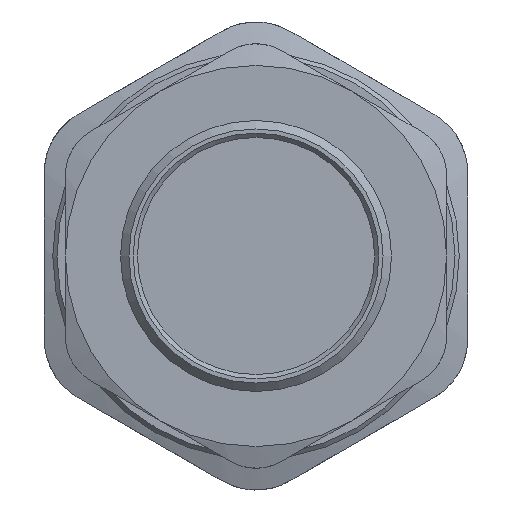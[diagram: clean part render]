
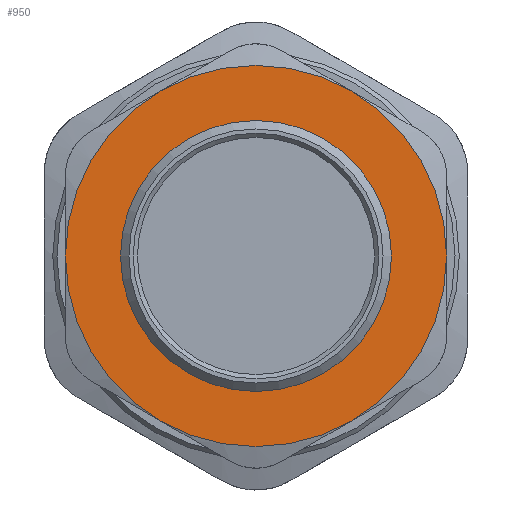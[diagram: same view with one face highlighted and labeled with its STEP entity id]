
A CAD part, front view. The second image highlights one B-rep face of the part: STEP entity #950.
In plain terms, the highlighted planar face has unit normal (0, -1, 0).
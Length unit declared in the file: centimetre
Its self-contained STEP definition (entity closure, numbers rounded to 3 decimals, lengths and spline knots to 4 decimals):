
#191=FACE_BOUND('',#363,.T.);
#302=FACE_OUTER_BOUND('',#362,.T.);
#362=EDGE_LOOP('',(#869,#870,#871,#872,#873,#874));
#363=EDGE_LOOP('',(#875));
#387=CIRCLE('',#1035,2.25);
#388=CIRCLE('',#1038,2.25);
#389=CIRCLE('',#1040,2.25);
#390=CIRCLE('',#1042,2.25);
#391=CIRCLE('',#1044,2.25);
#392=CIRCLE('',#1046,2.25);
#396=CIRCLE('',#1055,1.525);
#447=VERTEX_POINT('',#1612);
#455=VERTEX_POINT('',#1662);
#461=VERTEX_POINT('',#1706);
#467=VERTEX_POINT('',#1750);
#473=VERTEX_POINT('',#1794);
#476=VERTEX_POINT('',#1826);
#479=VERTEX_POINT('',#1860);
#596=EDGE_CURVE('',#447,#476,#387,.T.);
#600=EDGE_CURVE('',#467,#461,#388,.T.);
#601=EDGE_CURVE('',#473,#467,#389,.T.);
#602=EDGE_CURVE('',#476,#473,#390,.T.);
#603=EDGE_CURVE('',#455,#447,#391,.T.);
#604=EDGE_CURVE('',#461,#455,#392,.T.);
#610=EDGE_CURVE('',#479,#479,#396,.T.);
#869=ORIENTED_EDGE('',*,*,#604,.F.);
#870=ORIENTED_EDGE('',*,*,#600,.F.);
#871=ORIENTED_EDGE('',*,*,#601,.F.);
#872=ORIENTED_EDGE('',*,*,#602,.F.);
#873=ORIENTED_EDGE('',*,*,#596,.F.);
#874=ORIENTED_EDGE('',*,*,#603,.F.);
#875=ORIENTED_EDGE('',*,*,#610,.T.);
#894=PLANE('',#1056);
#950=ADVANCED_FACE('',(#302,#191),#894,.T.);
#1035=AXIS2_PLACEMENT_3D('',#1827,#1227,#1228);
#1038=AXIS2_PLACEMENT_3D('',#1839,#1233,#1234);
#1040=AXIS2_PLACEMENT_3D('',#1841,#1237,#1238);
#1042=AXIS2_PLACEMENT_3D('',#1843,#1241,#1242);
#1044=AXIS2_PLACEMENT_3D('',#1845,#1245,#1246);
#1046=AXIS2_PLACEMENT_3D('',#1847,#1249,#1250);
#1055=AXIS2_PLACEMENT_3D('',#1861,#1269,#1270);
#1056=AXIS2_PLACEMENT_3D('',#1863,#1272,#1273);
#1227=DIRECTION('center_axis',(0.,1.,0.));
#1228=DIRECTION('ref_axis',(1.,0.,0.));
#1233=DIRECTION('center_axis',(0.,1.,0.));
#1234=DIRECTION('ref_axis',(1.,0.,0.));
#1237=DIRECTION('center_axis',(0.,1.,0.));
#1238=DIRECTION('ref_axis',(1.,0.,0.));
#1241=DIRECTION('center_axis',(0.,1.,0.));
#1242=DIRECTION('ref_axis',(1.,0.,0.));
#1245=DIRECTION('center_axis',(0.,1.,0.));
#1246=DIRECTION('ref_axis',(1.,0.,0.));
#1249=DIRECTION('center_axis',(0.,1.,0.));
#1250=DIRECTION('ref_axis',(1.,0.,0.));
#1269=DIRECTION('center_axis',(0.,1.,0.));
#1270=DIRECTION('ref_axis',(1.,0.,0.));
#1272=DIRECTION('center_axis',(0.,-1.,0.));
#1273=DIRECTION('ref_axis',(0.,0.,-1.));
#1612=CARTESIAN_POINT('',(0.8656,-0.0684,1.9486));
#1662=CARTESIAN_POINT('',(-1.3844,-0.0684,1.9486));
#1706=CARTESIAN_POINT('',(-2.5094,-0.0684,0.));
#1750=CARTESIAN_POINT('',(-1.3844,-0.0684,-1.9486));
#1794=CARTESIAN_POINT('',(0.8656,-0.0684,-1.9486));
#1826=CARTESIAN_POINT('',(1.9906,-0.0684,0.));
#1827=CARTESIAN_POINT('Origin',(-0.2594,-0.0684,
0.));
#1839=CARTESIAN_POINT('Origin',(-0.2594,-0.0684,
0.));
#1841=CARTESIAN_POINT('Origin',(-0.2594,-0.0684,
0.));
#1843=CARTESIAN_POINT('Origin',(-0.2594,-0.0684,
0.));
#1845=CARTESIAN_POINT('Origin',(-0.2594,-0.0684,
0.));
#1847=CARTESIAN_POINT('Origin',(-0.2594,-0.0684,
0.));
#1860=CARTESIAN_POINT('',(1.2656,-0.0684,0.));
#1861=CARTESIAN_POINT('Origin',(-0.2594,-0.0684,
0.));
#1863=CARTESIAN_POINT('Origin',(-2.5094,-0.0684,0.));
